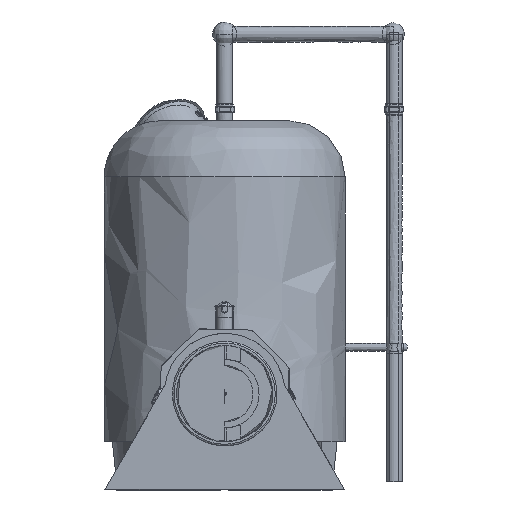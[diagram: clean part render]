
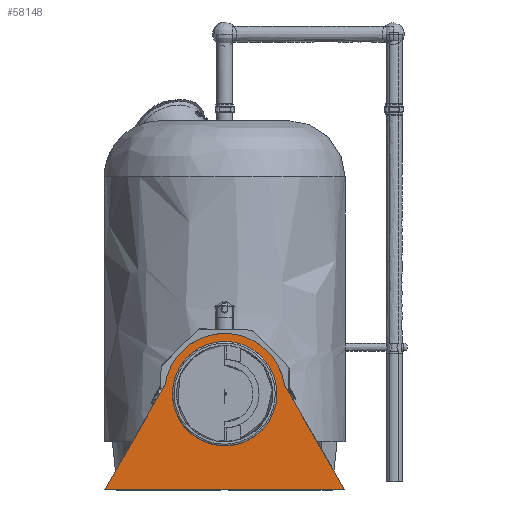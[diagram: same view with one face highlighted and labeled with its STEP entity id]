
A CAD part, front view. The second image highlights one B-rep face of the part: STEP entity #58148.
In plain terms, the highlighted free-form (B-spline) face has degree [1, 1] with [2, 2] control points.
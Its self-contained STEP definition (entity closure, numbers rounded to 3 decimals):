
#56855 = VERTEX_POINT('',#56856);
#56856 = CARTESIAN_POINT('',(0.,-18312.427,
    744.912));
#56874 = EDGE_CURVE('',#56855,#56855,#56875,.T.);
#56875 = ( BOUNDED_CURVE() B_SPLINE_CURVE(2,(#56876,#56877,#56878,#56879
    ,#56880,#56881,#56882),.UNSPECIFIED.,.T.,.F.) 
B_SPLINE_CURVE_WITH_KNOTS((3,2,2,3),(3.142,5.236,
7.33,9.425),.PIECEWISE_BEZIER_KNOTS.) CURVE() 
GEOMETRIC_REPRESENTATION_ITEM() RATIONAL_B_SPLINE_CURVE((1.,0.5,1.,0.5,
1.,0.5,1.)) REPRESENTATION_ITEM('') );
#56876 = CARTESIAN_POINT('',(0.,-18312.427,
    744.912));
#56877 = CARTESIAN_POINT('',(645.113,-18312.427,
    744.912));
#56878 = CARTESIAN_POINT('',(322.556,-18312.427,
    186.228));
#56879 = CARTESIAN_POINT('',(0.,-18312.427,
    -372.456));
#56880 = CARTESIAN_POINT('',(-322.556,-18312.427,
    186.228));
#56881 = CARTESIAN_POINT('',(-645.113,-18312.427,
    744.912));
#56882 = CARTESIAN_POINT('',(0.,-18312.427,
    744.912));
#58043 = VERTEX_POINT('',#58044);
#58044 = CARTESIAN_POINT('',(460.628,-18312.427,
    440.111));
#58049 = EDGE_CURVE('',#58050,#58043,#58052,.T.);
#58050 = VERTEX_POINT('',#58051);
#58051 = CARTESIAN_POINT('',(926.198,-18312.427,
    -366.28));
#58052 = B_SPLINE_CURVE_WITH_KNOTS('',1,(#58053,#58054),.UNSPECIFIED.,
  .F.,.F.,(2,2),(-750.,0.),.PIECEWISE_BEZIER_KNOTS.);
#58053 = CARTESIAN_POINT('',(926.198,-18312.427,
    -366.28));
#58054 = CARTESIAN_POINT('',(460.628,-18312.427,
    440.111));
#58071 = EDGE_CURVE('',#58072,#58050,#58074,.T.);
#58072 = VERTEX_POINT('',#58073);
#58073 = CARTESIAN_POINT('',(-926.198,-18312.427,
    -366.28));
#58074 = B_SPLINE_CURVE_WITH_KNOTS('',1,(#58075,#58076),.UNSPECIFIED.,
  .F.,.F.,(2,2),(0.,1492.039),.PIECEWISE_BEZIER_KNOTS.);
#58075 = CARTESIAN_POINT('',(-926.198,-18312.427,
    -366.28));
#58076 = CARTESIAN_POINT('',(926.198,-18312.427,
    -366.28));
#58093 = EDGE_CURVE('',#58094,#58072,#58096,.T.);
#58094 = VERTEX_POINT('',#58095);
#58095 = CARTESIAN_POINT('',(-460.628,-18312.427,
    440.111));
#58096 = B_SPLINE_CURVE_WITH_KNOTS('',1,(#58097,#58098),.UNSPECIFIED.,
  .F.,.F.,(2,2),(0.,750.),.PIECEWISE_BEZIER_KNOTS.);
#58097 = CARTESIAN_POINT('',(-460.628,-18312.427,
    440.111));
#58098 = CARTESIAN_POINT('',(-926.198,-18312.427,
    -366.28));
#58129 = EDGE_CURVE('',#58043,#58094,#58130,.T.);
#58130 = ( BOUNDED_CURVE() B_SPLINE_CURVE(2,(#58131,#58132,#58133,#58134
,#58135),.UNSPECIFIED.,.F.,.F.) B_SPLINE_CURVE_WITH_KNOTS((3,2,3),(
    0.146,1.571,2.996),
.PIECEWISE_BEZIER_KNOTS.) CURVE() GEOMETRIC_REPRESENTATION_ITEM() 
RATIONAL_B_SPLINE_CURVE((1.,0.757,1.,0.757,1.)) 
REPRESENTATION_ITEM('') );
#58131 = CARTESIAN_POINT('',(460.628,-18312.427,
    440.111));
#58132 = CARTESIAN_POINT('',(402.184,-18312.427,
    838.026));
#58133 = CARTESIAN_POINT('',(0.,-18312.427,
    838.026));
#58134 = CARTESIAN_POINT('',(-402.184,-18312.427,
    838.026));
#58135 = CARTESIAN_POINT('',(-460.628,-18312.427,
    440.111));
#58148 = ADVANCED_FACE('',(#58149,#58155),#58158,.F.);
#58149 = FACE_BOUND('',#58150,.T.);
#58150 = EDGE_LOOP('',(#58151,#58152,#58153,#58154));
#58151 = ORIENTED_EDGE('',*,*,#58129,.T.);
#58152 = ORIENTED_EDGE('',*,*,#58093,.T.);
#58153 = ORIENTED_EDGE('',*,*,#58071,.T.);
#58154 = ORIENTED_EDGE('',*,*,#58049,.T.);
#58155 = FACE_BOUND('',#58156,.T.);
#58156 = EDGE_LOOP('',(#58157));
#58157 = ORIENTED_EDGE('',*,*,#56874,.T.);
#58158 = B_SPLINE_SURFACE_WITH_KNOTS('',1,1,(
    (#58159,#58160)
    ,(#58161,#58162
    )),.UNSPECIFIED.,.F.,.F.,.F.,(2,2),(2,2),(-746.019,
    746.019),(-485.013,485.013),
  .PIECEWISE_BEZIER_KNOTS.);
#58159 = CARTESIAN_POINT('',(-926.198,-18312.427,
    838.026));
#58160 = CARTESIAN_POINT('',(-926.198,-18312.427,
    -366.28));
#58161 = CARTESIAN_POINT('',(926.198,-18312.427,
    838.026));
#58162 = CARTESIAN_POINT('',(926.198,-18312.427,
    -366.28));
